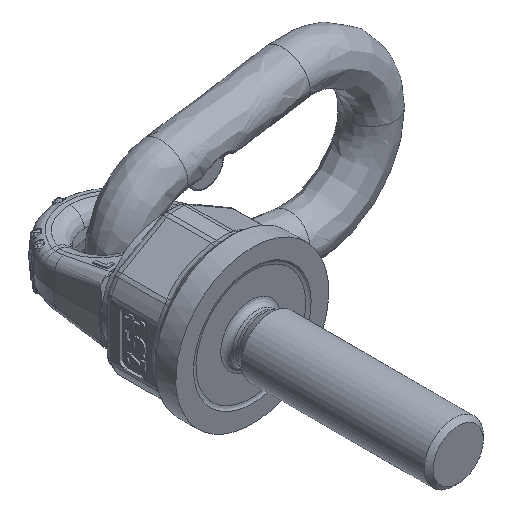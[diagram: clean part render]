
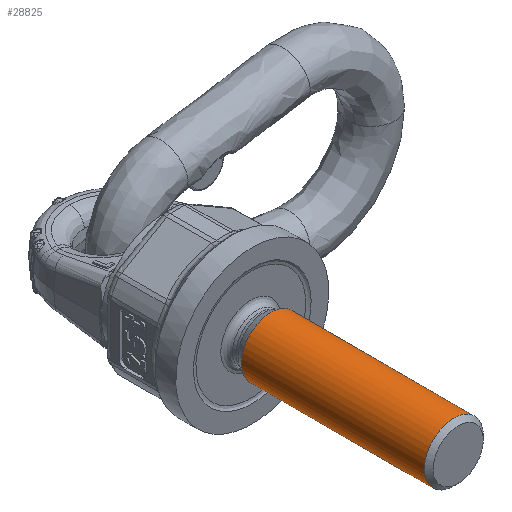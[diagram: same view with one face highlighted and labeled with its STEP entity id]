
A CAD part, isometric view. The second image highlights one B-rep face of the part: STEP entity #28825.
In plain terms, the highlighted free-form (B-spline) face has degree [2, 1] with [7, 2] control points.
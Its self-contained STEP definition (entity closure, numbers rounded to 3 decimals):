
#28687=CARTESIAN_POINT('V3615',(0.,-11.8,
   10.0));
#28688=VERTEX_POINT('V3615',#28687);
#28694=CARTESIAN_POINT('E7',(0.0,-11.8,10.0));
#28695=CARTESIAN_POINT('E7',(-17.321,-11.8,
   10.0));
#28696=CARTESIAN_POINT('E7',(-8.66,-11.8,
   -5.0));
#28697=CARTESIAN_POINT('E7',(0.,-11.8,
   -20.0));
#28698=CARTESIAN_POINT('E7',(8.66,-11.8,
   -5.0));
#28699=CARTESIAN_POINT('E7',(17.321,-11.8,
   10.0));
#28700=CARTESIAN_POINT('E7',(0.0,-11.8,10.0));
#28708=(BOUNDED_CURVE()B_SPLINE_CURVE(2,(#28694,#28695,#28696,
   #28697,#28698,#28699,#28700),.CIRCULAR_ARC.,.T.,.U.)
   B_SPLINE_CURVE_WITH_KNOTS((3,2,2,3),(0.0,1.56,
   3.121,4.681),.UNSPECIFIED.)CURVE()
   GEOMETRIC_REPRESENTATION_ITEM()RATIONAL_B_SPLINE_CURVE((1.0,
   0.5,1.0,0.5,1.0,0.5,1.0)
   )REPRESENTATION_ITEM('E7'));
#28709=EDGE_CURVE('E7',#28688,#28688,#28708,.T.);
#28765=CARTESIAN_POINT('V3613',(0.,-74.0,10.0));
#28766=VERTEX_POINT('V3613',#28765);
#28772=CARTESIAN_POINT('E4',(0.,-74.0,10.0));
#28773=CARTESIAN_POINT('E4',(-17.321,-74.0,10.0));
#28774=CARTESIAN_POINT('E4',(-8.66,-74.0,
   -5.));
#28775=CARTESIAN_POINT('E4',(0.,-74.0,-20.0));
#28776=CARTESIAN_POINT('E4',(8.66,-74.0,-5.0));
#28777=CARTESIAN_POINT('E4',(17.321,-74.0,10.0));
#28778=CARTESIAN_POINT('E4',(0.,-74.0,10.0));
#28786=(BOUNDED_CURVE()B_SPLINE_CURVE(2,(#28772,#28773,#28774,
   #28775,#28776,#28777,#28778),.CIRCULAR_ARC.,.T.,.U.)
   B_SPLINE_CURVE_WITH_KNOTS((3,2,2,3),(0.0,15.105,
   30.21,45.316),.UNSPECIFIED.)CURVE()
   GEOMETRIC_REPRESENTATION_ITEM()RATIONAL_B_SPLINE_CURVE((1.0,
   0.5,1.0,0.5,1.0,0.5,1.0)
   )REPRESENTATION_ITEM('E4'));
#28787=EDGE_CURVE('E4',#28766,#28766,#28786,.T.);
#28793=CARTESIAN_POINT('F2',(0.,-11.7,10.0)
   );
#28794=CARTESIAN_POINT('F2',(-17.321,-11.7,
   10.0));
#28795=CARTESIAN_POINT('F2',(-8.66,-11.7,
   -5.0));
#28796=CARTESIAN_POINT('F2',(0.,-11.7,
   -20.0));
#28797=CARTESIAN_POINT('F2',(8.66,-11.7,
   -5.0));
#28798=CARTESIAN_POINT('F2',(17.321,-11.7,
   10.0));
#28799=CARTESIAN_POINT('F2',(0.,-11.7,10.0)
   );
#28800=CARTESIAN_POINT('F2',(0.,-75.6,10.0)
   );
#28801=CARTESIAN_POINT('F2',(-17.321,-75.6,
   10.0));
#28802=CARTESIAN_POINT('F2',(-8.66,-75.6,
   -5.0));
#28803=CARTESIAN_POINT('F2',(0.,-75.6,-20.0)
   );
#28804=CARTESIAN_POINT('F2',(8.66,-75.6,
   -5.0));
#28805=CARTESIAN_POINT('F2',(17.321,-75.6,
   10.0));
#28806=CARTESIAN_POINT('F2',(0.,-75.6,10.0)
   );
#28814=(BOUNDED_SURFACE()B_SPLINE_SURFACE(2,1,((#28793,#28800),(
   #28794,#28801),(#28795,#28802),(#28796,#28803),(#28797,
   #28804),(#28798,#28805),(#28799,#28806)),.CYLINDRICAL_SURF.,
   .T.,.F.,.U.)B_SPLINE_SURFACE_WITH_KNOTS((3,2,2,3),(2,2),(0.0,
   0.542,1.084,1.626),(0.0,1.0),
   .UNSPECIFIED.)GEOMETRIC_REPRESENTATION_ITEM()
   RATIONAL_B_SPLINE_SURFACE(((1.0,1.0),(0.5,
   0.5),(1.0,1.0),(0.5,
   0.5),(1.0,1.0),(0.5,
   0.5),(1.0,1.0)))REPRESENTATION_ITEM('F2')SURFACE()
   );
#28815=ORIENTED_EDGE('E4',*,*,#28787,.F.);
#28816=CARTESIAN_POINT('E6',(0.,-74.0,10.0));
#28817=CARTESIAN_POINT('E6',(0.,-11.8,10.0)
   );
#28818=B_SPLINE_CURVE_WITH_KNOTS('E6',1,(#28816,#28817),
   .POLYLINE_FORM.,.F.,.U.,(2,2),(0.002,
   0.975),.UNSPECIFIED.);
#28819=EDGE_CURVE('E6',#28766,#28688,#28818,.T.);
#28820=ORIENTED_EDGE('E6',*,*,#28819,.T.);
#28821=ORIENTED_EDGE('E7',*,*,#28709,.T.);
#28822=ORIENTED_EDGE('E6',*,*,#28819,.F.);
#28823=EDGE_LOOP('F2',(#28815,#28820,#28821,#28822));
#28824=FACE_OUTER_BOUND('F2',#28823,.T.);
#28825=ADVANCED_FACE('F2',(#28824),#28814,.T.);
